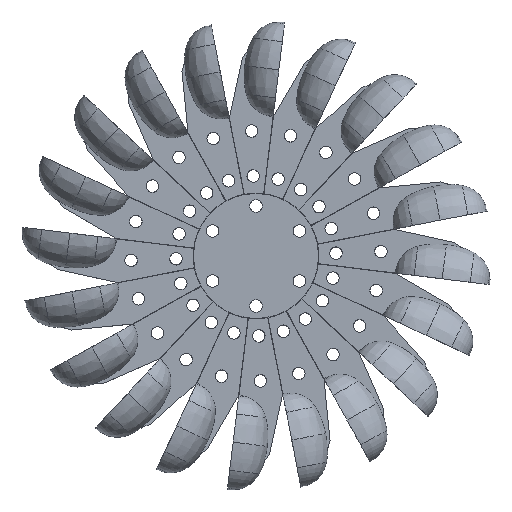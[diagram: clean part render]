
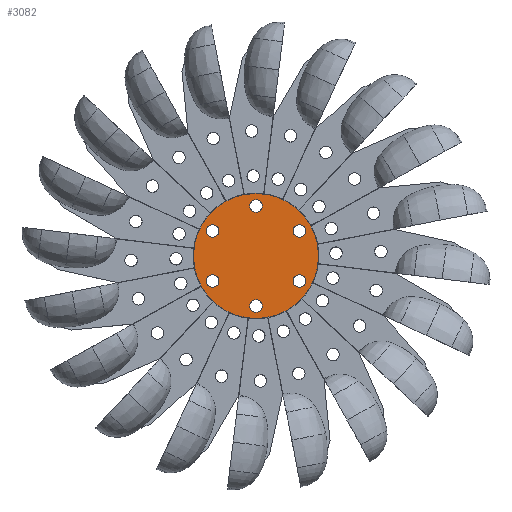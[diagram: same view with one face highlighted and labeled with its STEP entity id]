
A CAD part, top view. The second image highlights one B-rep face of the part: STEP entity #3082.
In plain terms, the highlighted planar face has unit normal (0, 0, 1).
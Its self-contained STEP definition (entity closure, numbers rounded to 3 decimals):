
#72=CARTESIAN_POINT('Vertex',(-25.,0.,17.)) ;
#75=CARTESIAN_POINT('Axis2P3D Location',(0.,0.,17.)) ;
#79=CARTESIAN_POINT('Vertex',(25.,0.,17.)) ;
#101=CARTESIAN_POINT('Axis2P3D Location',(0.,0.,17.)) ;
#2634=CARTESIAN_POINT('Axis2P3D Location',(0.,20.,17.)) ;
#2638=CARTESIAN_POINT('Vertex',(-2.5,20.,17.)) ;
#2640=CARTESIAN_POINT('Vertex',(2.5,20.,17.)) ;
#2669=CARTESIAN_POINT('Axis2P3D Location',(0.,20.,17.)) ;
#2691=CARTESIAN_POINT('Axis2P3D Location',(0.,-20.,17.)) ;
#2695=CARTESIAN_POINT('Vertex',(-2.5,-20.,17.)) ;
#2697=CARTESIAN_POINT('Vertex',(2.5,-20.,17.)) ;
#2726=CARTESIAN_POINT('Axis2P3D Location',(0.,-20.,17.)) ;
#2993=CARTESIAN_POINT('Axis2P3D Location',(0.,0.,17.)) ;
#3002=CARTESIAN_POINT('Axis2P3D Location',(-17.321,10.,17.)) ;
#3006=CARTESIAN_POINT('Vertex',(-18.571,7.835,17.)) ;
#3008=CARTESIAN_POINT('Vertex',(-16.071,12.165,17.)) ;
#3011=CARTESIAN_POINT('Axis2P3D Location',(-17.321,10.,17.)) ;
#3028=CARTESIAN_POINT('Axis2P3D Location',(-17.321,-10.,17.)) ;
#3032=CARTESIAN_POINT('Vertex',(-16.071,-12.165,17.)) ;
#3034=CARTESIAN_POINT('Vertex',(-18.571,-7.835,17.)) ;
#3037=CARTESIAN_POINT('Axis2P3D Location',(-17.321,-10.,17.)) ;
#3046=CARTESIAN_POINT('Axis2P3D Location',(17.321,-10.,17.)) ;
#3050=CARTESIAN_POINT('Vertex',(18.571,-7.835,17.)) ;
#3052=CARTESIAN_POINT('Vertex',(16.071,-12.165,17.)) ;
#3055=CARTESIAN_POINT('Axis2P3D Location',(17.321,-10.,17.)) ;
#3064=CARTESIAN_POINT('Axis2P3D Location',(17.321,10.,17.)) ;
#3068=CARTESIAN_POINT('Vertex',(16.071,12.165,17.)) ;
#3070=CARTESIAN_POINT('Vertex',(18.571,7.835,17.)) ;
#3073=CARTESIAN_POINT('Axis2P3D Location',(17.321,10.,17.)) ;
#76=DIRECTION('Axis2P3D Direction',(0.,0.,1.)) ;
#102=DIRECTION('Axis2P3D Direction',(0.,0.,1.)) ;
#2635=DIRECTION('Axis2P3D Direction',(0.,0.,1.)) ;
#2670=DIRECTION('Axis2P3D Direction',(0.,0.,1.)) ;
#2692=DIRECTION('Axis2P3D Direction',(0.,0.,1.)) ;
#2727=DIRECTION('Axis2P3D Direction',(0.,0.,1.)) ;
#2994=DIRECTION('Axis2P3D Direction',(0.,0.,1.)) ;
#2995=DIRECTION('Axis2P3D XDirection',(1.,0.,0.)) ;
#3003=DIRECTION('Axis2P3D Direction',(0.,0.,1.)) ;
#3012=DIRECTION('Axis2P3D Direction',(0.,0.,1.)) ;
#3029=DIRECTION('Axis2P3D Direction',(0.,0.,1.)) ;
#3038=DIRECTION('Axis2P3D Direction',(0.,0.,1.)) ;
#3047=DIRECTION('Axis2P3D Direction',(0.,0.,1.)) ;
#3056=DIRECTION('Axis2P3D Direction',(0.,0.,1.)) ;
#3065=DIRECTION('Axis2P3D Direction',(0.,0.,1.)) ;
#3074=DIRECTION('Axis2P3D Direction',(0.,0.,1.)) ;
#77=AXIS2_PLACEMENT_3D('Circle Axis2P3D',#75,#76,$) ;
#103=AXIS2_PLACEMENT_3D('Circle Axis2P3D',#101,#102,$) ;
#2636=AXIS2_PLACEMENT_3D('Circle Axis2P3D',#2634,#2635,$) ;
#2671=AXIS2_PLACEMENT_3D('Circle Axis2P3D',#2669,#2670,$) ;
#2693=AXIS2_PLACEMENT_3D('Circle Axis2P3D',#2691,#2692,$) ;
#2728=AXIS2_PLACEMENT_3D('Circle Axis2P3D',#2726,#2727,$) ;
#2996=AXIS2_PLACEMENT_3D('Plane Axis2P3D',#2993,#2994,#2995) ;
#3004=AXIS2_PLACEMENT_3D('Circle Axis2P3D',#3002,#3003,$) ;
#3013=AXIS2_PLACEMENT_3D('Circle Axis2P3D',#3011,#3012,$) ;
#3030=AXIS2_PLACEMENT_3D('Circle Axis2P3D',#3028,#3029,$) ;
#3039=AXIS2_PLACEMENT_3D('Circle Axis2P3D',#3037,#3038,$) ;
#3048=AXIS2_PLACEMENT_3D('Circle Axis2P3D',#3046,#3047,$) ;
#3057=AXIS2_PLACEMENT_3D('Circle Axis2P3D',#3055,#3056,$) ;
#3066=AXIS2_PLACEMENT_3D('Circle Axis2P3D',#3064,#3065,$) ;
#3075=AXIS2_PLACEMENT_3D('Circle Axis2P3D',#3073,#3074,$) ;
#2999=ORIENTED_EDGE('',*,*,#81,.T.) ;
#3000=ORIENTED_EDGE('',*,*,#105,.T.) ;
#3017=ORIENTED_EDGE('',*,*,#3010,.F.) ;
#3018=ORIENTED_EDGE('',*,*,#3015,.F.) ;
#3021=ORIENTED_EDGE('',*,*,#2730,.F.) ;
#3022=ORIENTED_EDGE('',*,*,#2699,.F.) ;
#3025=ORIENTED_EDGE('',*,*,#2673,.F.) ;
#3026=ORIENTED_EDGE('',*,*,#2642,.F.) ;
#3043=ORIENTED_EDGE('',*,*,#3036,.F.) ;
#3044=ORIENTED_EDGE('',*,*,#3041,.F.) ;
#3061=ORIENTED_EDGE('',*,*,#3054,.F.) ;
#3062=ORIENTED_EDGE('',*,*,#3059,.F.) ;
#3079=ORIENTED_EDGE('',*,*,#3072,.F.) ;
#3080=ORIENTED_EDGE('',*,*,#3077,.F.) ;
#3019=FACE_BOUND('',#3016,.T.) ;
#3023=FACE_BOUND('',#3020,.T.) ;
#3027=FACE_BOUND('',#3024,.T.) ;
#3045=FACE_BOUND('',#3042,.T.) ;
#3063=FACE_BOUND('',#3060,.T.) ;
#3081=FACE_BOUND('',#3078,.T.) ;
#3082=ADVANCED_FACE('PartBody',(#3001,#3019,#3023,#3027,#3045,#3063,#3081),#2997,.T.) ;
#78=CIRCLE('generated circle',#77,25.) ;
#104=CIRCLE('generated circle',#103,25.) ;
#2637=CIRCLE('generated circle',#2636,2.5) ;
#2672=CIRCLE('generated circle',#2671,2.5) ;
#2694=CIRCLE('generated circle',#2693,2.5) ;
#2729=CIRCLE('generated circle',#2728,2.5) ;
#3005=CIRCLE('generated circle',#3004,2.5) ;
#3014=CIRCLE('generated circle',#3013,2.5) ;
#3031=CIRCLE('generated circle',#3030,2.5) ;
#3040=CIRCLE('generated circle',#3039,2.5) ;
#3049=CIRCLE('generated circle',#3048,2.5) ;
#3058=CIRCLE('generated circle',#3057,2.5) ;
#3067=CIRCLE('generated circle',#3066,2.5) ;
#3076=CIRCLE('generated circle',#3075,2.5) ;
#81=EDGE_CURVE('',#80,#73,#78,.T.) ;
#105=EDGE_CURVE('',#73,#80,#104,.T.) ;
#2642=EDGE_CURVE('',#2639,#2641,#2637,.T.) ;
#2673=EDGE_CURVE('',#2641,#2639,#2672,.T.) ;
#2699=EDGE_CURVE('',#2696,#2698,#2694,.T.) ;
#2730=EDGE_CURVE('',#2698,#2696,#2729,.T.) ;
#3010=EDGE_CURVE('',#3007,#3009,#3005,.T.) ;
#3015=EDGE_CURVE('',#3009,#3007,#3014,.T.) ;
#3036=EDGE_CURVE('',#3033,#3035,#3031,.T.) ;
#3041=EDGE_CURVE('',#3035,#3033,#3040,.T.) ;
#3054=EDGE_CURVE('',#3051,#3053,#3049,.T.) ;
#3059=EDGE_CURVE('',#3053,#3051,#3058,.T.) ;
#3072=EDGE_CURVE('',#3069,#3071,#3067,.T.) ;
#3077=EDGE_CURVE('',#3071,#3069,#3076,.T.) ;
#2998=EDGE_LOOP('',(#2999,#3000)) ;
#3016=EDGE_LOOP('',(#3017,#3018)) ;
#3020=EDGE_LOOP('',(#3021,#3022)) ;
#3024=EDGE_LOOP('',(#3025,#3026)) ;
#3042=EDGE_LOOP('',(#3043,#3044)) ;
#3060=EDGE_LOOP('',(#3061,#3062)) ;
#3078=EDGE_LOOP('',(#3079,#3080)) ;
#3001=FACE_OUTER_BOUND('',#2998,.T.) ;
#2997=PLANE('Plane',#2996) ;
#73=VERTEX_POINT('',#72) ;
#80=VERTEX_POINT('',#79) ;
#2639=VERTEX_POINT('',#2638) ;
#2641=VERTEX_POINT('',#2640) ;
#2696=VERTEX_POINT('',#2695) ;
#2698=VERTEX_POINT('',#2697) ;
#3007=VERTEX_POINT('',#3006) ;
#3009=VERTEX_POINT('',#3008) ;
#3033=VERTEX_POINT('',#3032) ;
#3035=VERTEX_POINT('',#3034) ;
#3051=VERTEX_POINT('',#3050) ;
#3053=VERTEX_POINT('',#3052) ;
#3069=VERTEX_POINT('',#3068) ;
#3071=VERTEX_POINT('',#3070) ;
